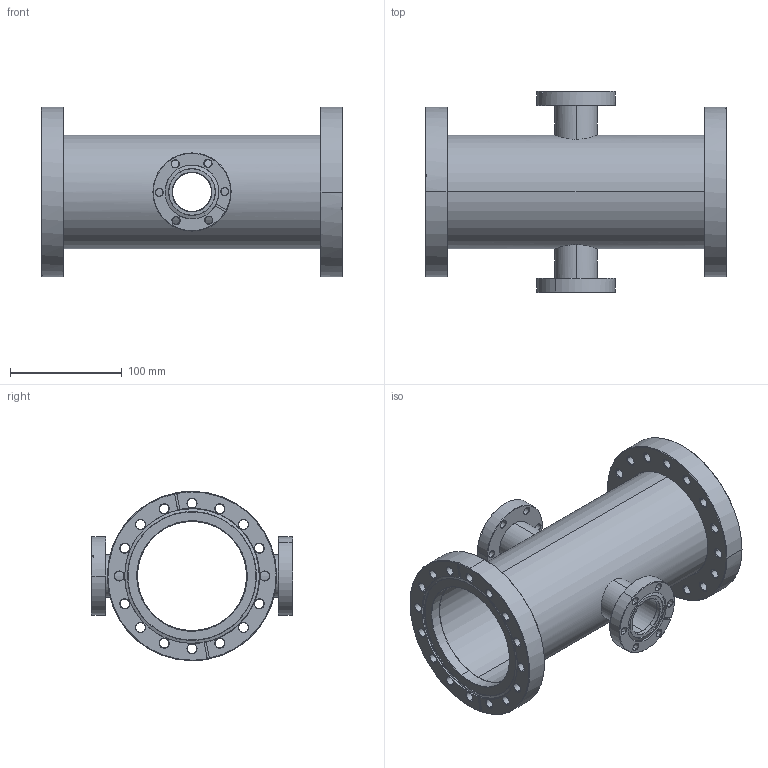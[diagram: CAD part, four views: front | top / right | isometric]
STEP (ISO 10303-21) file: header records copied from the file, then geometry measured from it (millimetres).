
FILE_DESCRIPTION (( 'STEP AP214' ), '1' );
FILE_NAME ('Hositrad_FXR100-35R-Cross.STEP', '2013-03-27T10:08:26', ( '' ), ( '' ), 'SwSTEP 2.0', 'SolidWorks 2013', '' );
FILE_SCHEMA (( 'AUTOMOTIVE_DESIGN' ));
Length unit declared in the file: millimetre
Products named in the file (8): NW35CFR-Weld-38.1; NW35CF-Weld-38.1; NW100CF-R-Weld; NW100CF-R-InnerWeld_CF100-102; NW100CF-R-Outerring_CF100-108; NW100CF-weld_CF100-102; FXR100-35-tube; Hositrad_FXR100-35R-Cross
Assembly tree (7 placements, depth 3):
  Hositrad_FXR100-35R-Cross
    FXR100-35-tube
    NW100CF-weld_CF100-102
    NW100CF-R-Weld
      NW100CF-R-Outerring_CF100-108
      NW100CF-R-InnerWeld_CF100-102
    NW35CF-Weld-38.1
    NW35CFR-Weld-38.1
Bounding box: 269.8 x 180 x 151.6 mm (x, y, z)
Volume: 578530.7 mm3; surface area: 294107.2 mm2
Topology: 7 solids, 7 shells, 422 faces, 989 edges, 579 vertices
Faces by surface type: cone 236, cylinder 140, plane 44, torus 2
Entity records: 13706 total; most frequent: CARTESIAN_POINT 2479, DIRECTION 2383, ORIENTED_EDGE 1978, EDGE_CURVE 989, AXIS2_PLACEMENT_3D 983, VERTEX_POINT 579, CIRCLE 550, EDGE_LOOP 526
